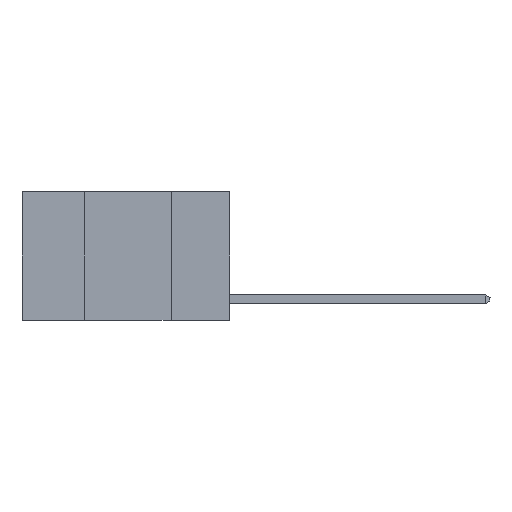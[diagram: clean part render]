
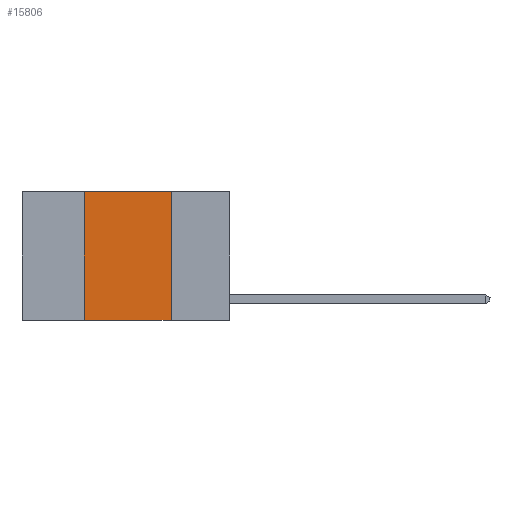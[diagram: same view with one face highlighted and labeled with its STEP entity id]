
A CAD part, left-side view. The second image highlights one B-rep face of the part: STEP entity #15806.
In plain terms, the highlighted planar face has unit normal (-1, 0, 0).
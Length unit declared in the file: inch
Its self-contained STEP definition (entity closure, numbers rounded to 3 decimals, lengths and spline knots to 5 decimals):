
#2872 = CARTESIAN_POINT ( 'NONE',  ( 0., 0.17, 0. ) ) ;
#3333 = ORIENTED_EDGE ( 'NONE', *, *, #24927, .F. ) ;
#3351 = ORIENTED_EDGE ( 'NONE', *, *, #24520, .F. ) ;
#3432 = VECTOR ( 'NONE', #12173, 39.37008 ) ;
#3720 = ORIENTED_EDGE ( 'NONE', *, *, #5694, .T. ) ;
#5106 = DIRECTION ( 'NONE',  ( 0., 0., -1. ) ) ;
#5312 = AXIS2_PLACEMENT_3D ( 'NONE', #22973, #25445, #5106 ) ;
#5694 = EDGE_CURVE ( 'NONE', #25174, #24015, #10207, .T. ) ;
#7699 = CARTESIAN_POINT ( 'NONE',  ( 0., 0.17, -0.37 ) ) ;
#8034 = DIRECTION ( 'NONE',  ( 0., 0., 1. ) ) ;
#8417 = CARTESIAN_POINT ( 'NONE',  ( 0., 0.6, 0. ) ) ;
#9161 = EDGE_LOOP ( 'NONE', ( #3351, #14045, #3333, #3720 ) ) ;
#9771 = VECTOR ( 'NONE', #22460, 39.37008 ) ;
#10207 = LINE ( 'NONE', #22417, #3432 ) ;
#12173 = DIRECTION ( 'NONE',  ( 0., -1., 0. ) ) ;
#12353 = LINE ( 'NONE', #8417, #9771 ) ;
#12563 = VERTEX_POINT ( 'NONE', #2872 ) ;
#12656 = CARTESIAN_POINT ( 'NONE',  ( 0., 0.42, 0. ) ) ;
#14045 = ORIENTED_EDGE ( 'NONE', *, *, #23365, .F. ) ;
#14057 = CARTESIAN_POINT ( 'NONE',  ( 0., 0.42, 0. ) ) ;
#15266 = VECTOR ( 'NONE', #8034, 39.37008 ) ;
#15806 = ADVANCED_FACE ( 'NONE', ( #23096 ), #19525, .F. ) ;
#18267 = DIRECTION ( 'NONE',  ( 0., 0., -1. ) ) ;
#18562 = VERTEX_POINT ( 'NONE', #12656 ) ;
#19525 = PLANE ( 'NONE',  #5312 ) ;
#19695 = LINE ( 'NONE', #14057, #15266 ) ;
#20118 = CARTESIAN_POINT ( 'NONE',  ( 0., 0.17, 0. ) ) ;
#20712 = VECTOR ( 'NONE', #18267, 39.37008 ) ;
#22417 = CARTESIAN_POINT ( 'NONE',  ( 0., 0.6, -0.37 ) ) ;
#22460 = DIRECTION ( 'NONE',  ( 0., -1., 0. ) ) ;
#22973 = CARTESIAN_POINT ( 'NONE',  ( 0., 0.6, 0. ) ) ;
#23096 = FACE_OUTER_BOUND ( 'NONE', #9161, .T. ) ;
#23365 = EDGE_CURVE ( 'NONE', #18562, #12563, #12353, .T. ) ;
#23650 = CARTESIAN_POINT ( 'NONE',  ( 0., 0.42, -0.37 ) ) ;
#23933 = LINE ( 'NONE', #20118, #20712 ) ;
#24015 = VERTEX_POINT ( 'NONE', #7699 ) ;
#24520 = EDGE_CURVE ( 'NONE', #12563, #24015, #23933, .T. ) ;
#24927 = EDGE_CURVE ( 'NONE', #25174, #18562, #19695, .T. ) ;
#25174 = VERTEX_POINT ( 'NONE', #23650 ) ;
#25445 = DIRECTION ( 'NONE',  ( 1., 0., 0. ) ) ;
